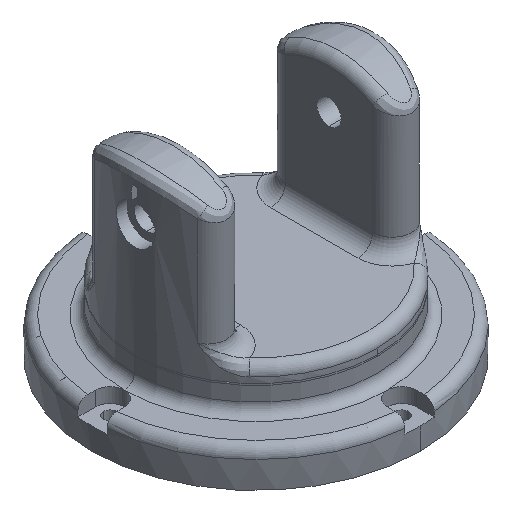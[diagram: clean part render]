
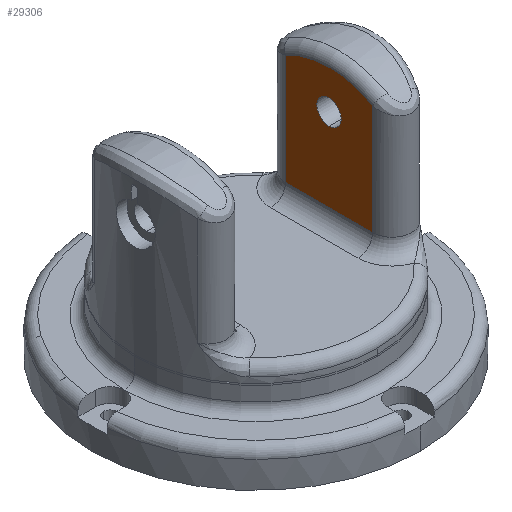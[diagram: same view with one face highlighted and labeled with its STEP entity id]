
A CAD part, isometric view. The second image highlights one B-rep face of the part: STEP entity #29306.
In plain terms, the highlighted planar face has unit normal (-1, 0, 0).
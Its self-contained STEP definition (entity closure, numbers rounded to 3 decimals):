
#106 = CYLINDRICAL_SURFACE('',#107,6.);
#107 = AXIS2_PLACEMENT_3D('',#108,#109,#110);
#108 = CARTESIAN_POINT('',(24.,17.904,38.));
#109 = DIRECTION('',(0.,1.,0.));
#110 = DIRECTION('',(1.,0.,0.));
#1122 = CYLINDRICAL_SURFACE('',#1123,8.);
#1123 = AXIS2_PLACEMENT_3D('',#1124,#1125,#1126);
#1124 = CARTESIAN_POINT('',(38.,17.889,621.296));
#1125 = DIRECTION('',(0.,0.,1.));
#1126 = DIRECTION('',(0.905,0.426,0.));
#1758 = CYLINDRICAL_SURFACE('',#1759,8.);
#1759 = AXIS2_PLACEMENT_3D('',#1760,#1761,#1762);
#1760 = CARTESIAN_POINT('',(38.,-17.889,-616.203));
#1761 = DIRECTION('',(0.,0.,-1.));
#1762 = DIRECTION('',(0.905,-0.426,0.));
#25993 = TOROIDAL_SURFACE('',#25994,36.,4.);
#25994 = AXIS2_PLACEMENT_3D('',#25995,#25996,#25997);
#25995 = CARTESIAN_POINT('',(34.,0.,52.));
#25996 = DIRECTION('',(-1.,0.,0.));
#25997 = DIRECTION('',(0.,-0.498,0.867
    ));
#27323 = VERTEX_POINT('',#27324);
#27324 = CARTESIAN_POINT('',(30.,17.889,83.241));
#27368 = EDGE_CURVE('',#27369,#27323,#27371,.T.);
#27369 = VERTEX_POINT('',#27370);
#27370 = CARTESIAN_POINT('',(30.,-17.889,83.241));
#27371 = SURFACE_CURVE('',#27372,(#27377,#27384),.PCURVE_S1.);
#27372 = CIRCLE('',#27373,36.);
#27373 = AXIS2_PLACEMENT_3D('',#27374,#27375,#27376);
#27374 = CARTESIAN_POINT('',(30.,0.,52.));
#27375 = DIRECTION('',(-1.,0.,0.));
#27376 = DIRECTION('',(0.,-0.497,0.868));
#27377 = PCURVE('',#25993,#27378);
#27378 = DEFINITIONAL_REPRESENTATION('',(#27379),#27383);
#27379 = LINE('',#27380,#27381);
#27380 = CARTESIAN_POINT('',(0.001,1.571));
#27381 = VECTOR('',#27382,1.);
#27382 = DIRECTION('',(1.,0.));
#27383 = ( GEOMETRIC_REPRESENTATION_CONTEXT(2) 
PARAMETRIC_REPRESENTATION_CONTEXT() REPRESENTATION_CONTEXT('2D SPACE',''
  ) );
#27384 = PCURVE('',#27385,#27390);
#27385 = PLANE('',#27386);
#27386 = AXIS2_PLACEMENT_3D('',#27387,#27388,#27389);
#27387 = CARTESIAN_POINT('',(30.,100.,152.));
#27388 = DIRECTION('',(-1.,0.,0.));
#27389 = DIRECTION('',(0.,0.,-1.));
#27390 = DEFINITIONAL_REPRESENTATION('',(#27391),#27395);
#27391 = CIRCLE('',#27392,36.);
#27392 = AXIS2_PLACEMENT_2D('',#27393,#27394);
#27393 = CARTESIAN_POINT('',(100.,100.));
#27394 = DIRECTION('',(-0.868,0.497));
#27395 = ( GEOMETRIC_REPRESENTATION_CONTEXT(2) 
PARAMETRIC_REPRESENTATION_CONTEXT() REPRESENTATION_CONTEXT('2D SPACE',''
  ) );
#28814 = EDGE_CURVE('',#27323,#28815,#28817,.T.);
#28815 = VERTEX_POINT('',#28816);
#28816 = CARTESIAN_POINT('',(30.,17.889,38.));
#28817 = SURFACE_CURVE('',#28818,(#28822,#28829),.PCURVE_S1.);
#28818 = LINE('',#28819,#28820);
#28819 = CARTESIAN_POINT('',(30.,17.889,83.241));
#28820 = VECTOR('',#28821,1.);
#28821 = DIRECTION('',(0.,0.,-1.));
#28822 = PCURVE('',#1122,#28823);
#28823 = DEFINITIONAL_REPRESENTATION('',(#28824),#28828);
#28824 = LINE('',#28825,#28826);
#28825 = CARTESIAN_POINT('',(2.702,-538.055));
#28826 = VECTOR('',#28827,1.);
#28827 = DIRECTION('',(0.,-1.));
#28828 = ( GEOMETRIC_REPRESENTATION_CONTEXT(2) 
PARAMETRIC_REPRESENTATION_CONTEXT() REPRESENTATION_CONTEXT('2D SPACE',''
  ) );
#28829 = PCURVE('',#27385,#28830);
#28830 = DEFINITIONAL_REPRESENTATION('',(#28831),#28835);
#28831 = LINE('',#28832,#28833);
#28832 = CARTESIAN_POINT('',(68.759,82.111));
#28833 = VECTOR('',#28834,1.);
#28834 = DIRECTION('',(1.,0.));
#28835 = ( GEOMETRIC_REPRESENTATION_CONTEXT(2) 
PARAMETRIC_REPRESENTATION_CONTEXT() REPRESENTATION_CONTEXT('2D SPACE',''
  ) );
#29260 = EDGE_CURVE('',#28815,#29261,#29263,.T.);
#29261 = VERTEX_POINT('',#29262);
#29262 = CARTESIAN_POINT('',(30.,-17.889,38.));
#29263 = SURFACE_CURVE('',#29264,(#29268,#29275),.PCURVE_S1.);
#29264 = LINE('',#29265,#29266);
#29265 = CARTESIAN_POINT('',(30.,17.889,38.));
#29266 = VECTOR('',#29267,1.);
#29267 = DIRECTION('',(0.,-1.,0.));
#29268 = PCURVE('',#106,#29269);
#29269 = DEFINITIONAL_REPRESENTATION('',(#29270),#29274);
#29270 = LINE('',#29271,#29272);
#29271 = CARTESIAN_POINT('',(0.,-0.015));
#29272 = VECTOR('',#29273,1.);
#29273 = DIRECTION('',(0.,-1.));
#29274 = ( GEOMETRIC_REPRESENTATION_CONTEXT(2) 
PARAMETRIC_REPRESENTATION_CONTEXT() REPRESENTATION_CONTEXT('2D SPACE',''
  ) );
#29275 = PCURVE('',#27385,#29276);
#29276 = DEFINITIONAL_REPRESENTATION('',(#29277),#29281);
#29277 = LINE('',#29278,#29279);
#29278 = CARTESIAN_POINT('',(114.,82.111));
#29279 = VECTOR('',#29280,1.);
#29280 = DIRECTION('',(0.,1.));
#29281 = ( GEOMETRIC_REPRESENTATION_CONTEXT(2) 
PARAMETRIC_REPRESENTATION_CONTEXT() REPRESENTATION_CONTEXT('2D SPACE',''
  ) );
#29306 = ADVANCED_FACE('',(#29307,#29333),#27385,.T.);
#29307 = FACE_BOUND('',#29308,.F.);
#29308 = EDGE_LOOP('',(#29309,#29330,#29331,#29332));
#29309 = ORIENTED_EDGE('',*,*,#29310,.F.);
#29310 = EDGE_CURVE('',#29261,#27369,#29311,.T.);
#29311 = SURFACE_CURVE('',#29312,(#29316,#29323),.PCURVE_S1.);
#29312 = LINE('',#29313,#29314);
#29313 = CARTESIAN_POINT('',(30.,-17.889,38.));
#29314 = VECTOR('',#29315,1.);
#29315 = DIRECTION('',(0.,0.,1.));
#29316 = PCURVE('',#27385,#29317);
#29317 = DEFINITIONAL_REPRESENTATION('',(#29318),#29322);
#29318 = LINE('',#29319,#29320);
#29319 = CARTESIAN_POINT('',(114.,117.889));
#29320 = VECTOR('',#29321,1.);
#29321 = DIRECTION('',(-1.,0.));
#29322 = ( GEOMETRIC_REPRESENTATION_CONTEXT(2) 
PARAMETRIC_REPRESENTATION_CONTEXT() REPRESENTATION_CONTEXT('2D SPACE',''
  ) );
#29323 = PCURVE('',#1758,#29324);
#29324 = DEFINITIONAL_REPRESENTATION('',(#29325),#29329);
#29325 = LINE('',#29326,#29327);
#29326 = CARTESIAN_POINT('',(2.702,-654.203));
#29327 = VECTOR('',#29328,1.);
#29328 = DIRECTION('',(0.,-1.));
#29329 = ( GEOMETRIC_REPRESENTATION_CONTEXT(2) 
PARAMETRIC_REPRESENTATION_CONTEXT() REPRESENTATION_CONTEXT('2D SPACE',''
  ) );
#29330 = ORIENTED_EDGE('',*,*,#29260,.F.);
#29331 = ORIENTED_EDGE('',*,*,#28814,.F.);
#29332 = ORIENTED_EDGE('',*,*,#27368,.F.);
#29333 = FACE_BOUND('',#29334,.F.);
#29334 = EDGE_LOOP('',(#29335,#29366));
#29335 = ORIENTED_EDGE('',*,*,#29336,.T.);
#29336 = EDGE_CURVE('',#29337,#29339,#29341,.T.);
#29337 = VERTEX_POINT('',#29338);
#29338 = CARTESIAN_POINT('',(30.,0.,77.));
#29339 = VERTEX_POINT('',#29340);
#29340 = CARTESIAN_POINT('',(30.,0.,67.));
#29341 = SURFACE_CURVE('',#29342,(#29347,#29354),.PCURVE_S1.);
#29342 = CIRCLE('',#29343,5.);
#29343 = AXIS2_PLACEMENT_3D('',#29344,#29345,#29346);
#29344 = CARTESIAN_POINT('',(30.,0.,72.));
#29345 = DIRECTION('',(-1.,0.,0.));
#29346 = DIRECTION('',(0.,0.,1.));
#29347 = PCURVE('',#27385,#29348);
#29348 = DEFINITIONAL_REPRESENTATION('',(#29349),#29353);
#29349 = CIRCLE('',#29350,5.);
#29350 = AXIS2_PLACEMENT_2D('',#29351,#29352);
#29351 = CARTESIAN_POINT('',(80.,100.));
#29352 = DIRECTION('',(-1.,0.));
#29353 = ( GEOMETRIC_REPRESENTATION_CONTEXT(2) 
PARAMETRIC_REPRESENTATION_CONTEXT() REPRESENTATION_CONTEXT('2D SPACE',''
  ) );
#29354 = PCURVE('',#29355,#29360);
#29355 = CYLINDRICAL_SURFACE('',#29356,5.);
#29356 = AXIS2_PLACEMENT_3D('',#29357,#29358,#29359);
#29357 = CARTESIAN_POINT('',(-50.,0.,72.));
#29358 = DIRECTION('',(-1.,0.,0.));
#29359 = DIRECTION('',(0.,0.,1.));
#29360 = DEFINITIONAL_REPRESENTATION('',(#29361),#29365);
#29361 = LINE('',#29362,#29363);
#29362 = CARTESIAN_POINT('',(0.,-80.));
#29363 = VECTOR('',#29364,1.);
#29364 = DIRECTION('',(1.,0.));
#29365 = ( GEOMETRIC_REPRESENTATION_CONTEXT(2) 
PARAMETRIC_REPRESENTATION_CONTEXT() REPRESENTATION_CONTEXT('2D SPACE',''
  ) );
#29366 = ORIENTED_EDGE('',*,*,#29367,.T.);
#29367 = EDGE_CURVE('',#29339,#29337,#29368,.T.);
#29368 = SURFACE_CURVE('',#29369,(#29374,#29381),.PCURVE_S1.);
#29369 = CIRCLE('',#29370,5.);
#29370 = AXIS2_PLACEMENT_3D('',#29371,#29372,#29373);
#29371 = CARTESIAN_POINT('',(30.,0.,72.));
#29372 = DIRECTION('',(-1.,0.,0.));
#29373 = DIRECTION('',(0.,0.,-1.));
#29374 = PCURVE('',#27385,#29375);
#29375 = DEFINITIONAL_REPRESENTATION('',(#29376),#29380);
#29376 = CIRCLE('',#29377,5.);
#29377 = AXIS2_PLACEMENT_2D('',#29378,#29379);
#29378 = CARTESIAN_POINT('',(80.,100.));
#29379 = DIRECTION('',(1.,0.));
#29380 = ( GEOMETRIC_REPRESENTATION_CONTEXT(2) 
PARAMETRIC_REPRESENTATION_CONTEXT() REPRESENTATION_CONTEXT('2D SPACE',''
  ) );
#29381 = PCURVE('',#29382,#29387);
#29382 = CYLINDRICAL_SURFACE('',#29383,5.);
#29383 = AXIS2_PLACEMENT_3D('',#29384,#29385,#29386);
#29384 = CARTESIAN_POINT('',(-50.,0.,72.));
#29385 = DIRECTION('',(-1.,0.,0.));
#29386 = DIRECTION('',(0.,0.,1.));
#29387 = DEFINITIONAL_REPRESENTATION('',(#29388),#29392);
#29388 = LINE('',#29389,#29390);
#29389 = CARTESIAN_POINT('',(3.142,-80.));
#29390 = VECTOR('',#29391,1.);
#29391 = DIRECTION('',(1.,0.));
#29392 = ( GEOMETRIC_REPRESENTATION_CONTEXT(2) 
PARAMETRIC_REPRESENTATION_CONTEXT() REPRESENTATION_CONTEXT('2D SPACE',''
  ) );
